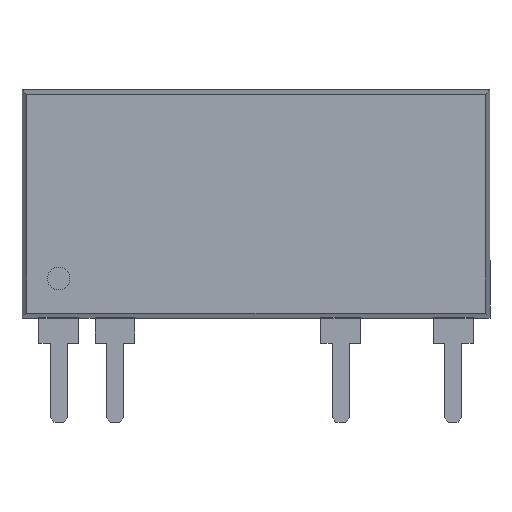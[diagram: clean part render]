
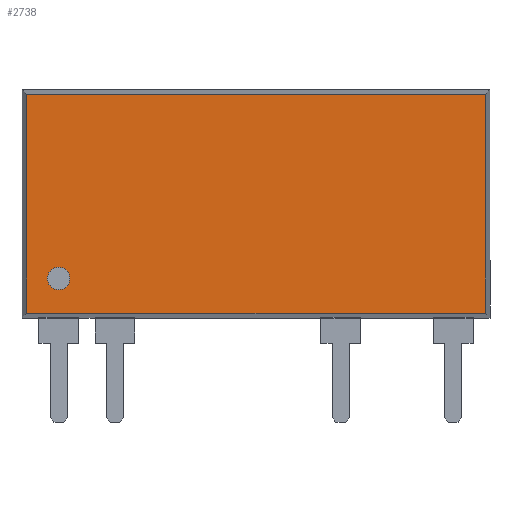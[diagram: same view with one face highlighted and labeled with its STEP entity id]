
A CAD part, top view. The second image highlights one B-rep face of the part: STEP entity #2738.
In plain terms, the highlighted planar face has unit normal (0, 0, 1).
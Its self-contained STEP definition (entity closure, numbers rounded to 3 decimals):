
#22 = VERTEX_POINT ( 'NONE', #3719 ) ;
#279 = CARTESIAN_POINT ( 'NONE',  ( 10.323, 1.361, 1.778 ) ) ;
#601 = EDGE_CURVE ( 'NONE', #667, #4218, #838, .T. ) ;
#667 = VERTEX_POINT ( 'NONE', #2686 ) ;
#704 = ORIENTED_EDGE ( 'NONE', *, *, #2094, .F. ) ;
#753 = CARTESIAN_POINT ( 'NONE',  ( 10.541, 11.212, 1.778 ) ) ;
#838 = LINE ( 'NONE', #4242, #1615 ) ;
#879 = ORIENTED_EDGE ( 'NONE', *, *, #3603, .T. ) ;
#892 = DIRECTION ( 'NONE',  ( 0., 0., -1. ) ) ;
#920 = AXIS2_PLACEMENT_3D ( 'NONE', #3443, #4101, #2678 ) ;
#930 = AXIS2_PLACEMENT_3D ( 'NONE', #2537, #892, #3231 ) ;
#970 = EDGE_LOOP ( 'NONE', ( #3991, #1677, #2716, #879 ) ) ;
#1109 = LINE ( 'NONE', #753, #3557 ) ;
#1191 = DIRECTION ( 'NONE',  ( 0., 1., 0. ) ) ;
#1230 = CIRCLE ( 'NONE', #3219, 0.508 ) ;
#1318 = DIRECTION ( 'NONE',  ( 0., 1., 0. ) ) ;
#1524 = EDGE_LOOP ( 'NONE', ( #704, #1846 ) ) ;
#1550 = CARTESIAN_POINT ( 'NONE',  ( -9.398, 2.921, 1.778 ) ) ;
#1615 = VECTOR ( 'NONE', #1191, 1000. ) ;
#1650 = VERTEX_POINT ( 'NONE', #2403 ) ;
#1677 = ORIENTED_EDGE ( 'NONE', *, *, #3413, .T. ) ;
#1846 = ORIENTED_EDGE ( 'NONE', *, *, #3995, .F. ) ;
#2029 = DIRECTION ( 'NONE',  ( 0., 0., 1. ) ) ;
#2094 = EDGE_CURVE ( 'NONE', #1650, #3226, #3914, .T. ) ;
#2157 = VECTOR ( 'NONE', #3808, 1000. ) ;
#2163 = VECTOR ( 'NONE', #1318, 1000. ) ;
#2310 = FACE_BOUND ( 'NONE', #1524, .T. ) ;
#2403 = CARTESIAN_POINT ( 'NONE',  ( -8.382, 2.921, 1.778 ) ) ;
#2515 = LINE ( 'NONE', #2820, #2157 ) ;
#2531 = VERTEX_POINT ( 'NONE', #279 ) ;
#2537 = CARTESIAN_POINT ( 'NONE',  ( 10.541, 11.212, 1.778 ) ) ;
#2678 = DIRECTION ( 'NONE',  ( 1., 0., 0. ) ) ;
#2686 = CARTESIAN_POINT ( 'NONE',  ( -10.323, 1.361, 1.778 ) ) ;
#2716 = ORIENTED_EDGE ( 'NONE', *, *, #3797, .T. ) ;
#2738 = ADVANCED_FACE ( 'NONE', ( #3585, #2310 ), #4253, .F. ) ;
#2764 = CARTESIAN_POINT ( 'NONE',  ( 10.323, 0., 1.778 ) ) ;
#2820 = CARTESIAN_POINT ( 'NONE',  ( 10.541, 1.361, 1.778 ) ) ;
#3023 = DIRECTION ( 'NONE',  ( 1., 0., 0. ) ) ;
#3155 = DIRECTION ( 'NONE',  ( -1., 0., 0. ) ) ;
#3194 = CARTESIAN_POINT ( 'NONE',  ( -10.323, 11.212, 1.778 ) ) ;
#3219 = AXIS2_PLACEMENT_3D ( 'NONE', #3983, #2029, #3023 ) ;
#3226 = VERTEX_POINT ( 'NONE', #1550 ) ;
#3231 = DIRECTION ( 'NONE',  ( -1., 0., 0. ) ) ;
#3413 = EDGE_CURVE ( 'NONE', #667, #2531, #2515, .T. ) ;
#3443 = CARTESIAN_POINT ( 'NONE',  ( -8.89, 2.921, 1.778 ) ) ;
#3557 = VECTOR ( 'NONE', #3155, 1000. ) ;
#3585 = FACE_OUTER_BOUND ( 'NONE', #970, .T. ) ;
#3603 = EDGE_CURVE ( 'NONE', #22, #4218, #1109, .T. ) ;
#3719 = CARTESIAN_POINT ( 'NONE',  ( 10.323, 11.212, 1.778 ) ) ;
#3725 = LINE ( 'NONE', #2764, #2163 ) ;
#3797 = EDGE_CURVE ( 'NONE', #2531, #22, #3725, .T. ) ;
#3808 = DIRECTION ( 'NONE',  ( 1., 0., 0. ) ) ;
#3914 = CIRCLE ( 'NONE', #920, 0.508 ) ;
#3983 = CARTESIAN_POINT ( 'NONE',  ( -8.89, 2.921, 1.778 ) ) ;
#3991 = ORIENTED_EDGE ( 'NONE', *, *, #601, .F. ) ;
#3995 = EDGE_CURVE ( 'NONE', #3226, #1650, #1230, .T. ) ;
#4101 = DIRECTION ( 'NONE',  ( 0., 0., 1. ) ) ;
#4218 = VERTEX_POINT ( 'NONE', #3194 ) ;
#4242 = CARTESIAN_POINT ( 'NONE',  ( -10.323, 11.212, 1.778 ) ) ;
#4253 = PLANE ( 'NONE',  #930 ) ;
